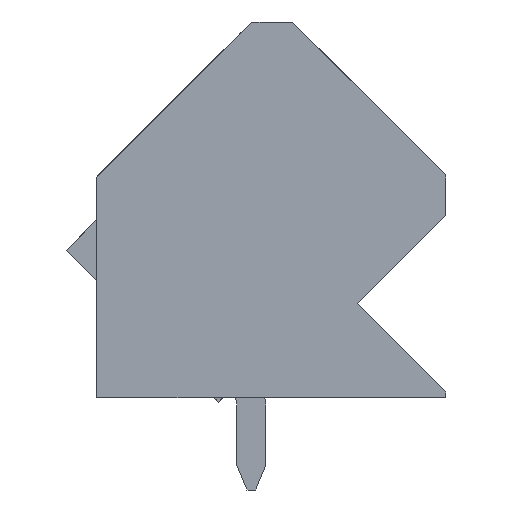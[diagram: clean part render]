
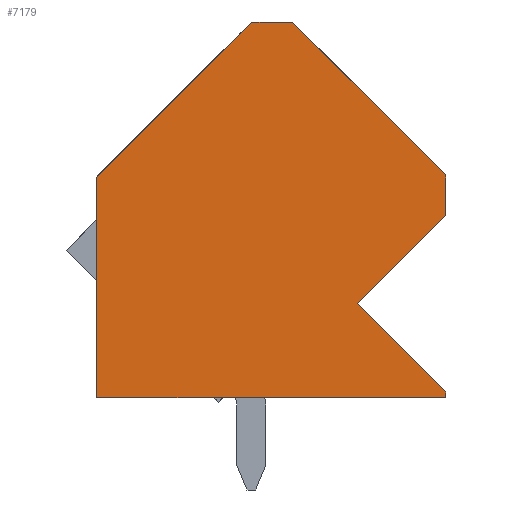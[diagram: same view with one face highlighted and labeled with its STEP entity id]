
A CAD part, left-side view. The second image highlights one B-rep face of the part: STEP entity #7179.
In plain terms, the highlighted planar face has unit normal (-1, 0, 0).
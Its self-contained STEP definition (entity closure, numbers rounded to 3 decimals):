
#7142=AXIS2_PLACEMENT_3D('Plane Axis2P3D',#7139,#7140,#7141) ;
#6988=CARTESIAN_POINT('Vertex',(0.,6.718,16.228)) ;
#6991=CARTESIAN_POINT('Line Origine',(0.,6.01,16.228)) ;
#6995=CARTESIAN_POINT('Vertex',(0.,5.303,16.228)) ;
#7031=CARTESIAN_POINT('Vertex',(0.,0.001,3.4)) ;
#7034=CARTESIAN_POINT('Line Origine',(0.,0.,3.3)) ;
#7038=CARTESIAN_POINT('Vertex',(0.,0.,3.2)) ;
#7064=CARTESIAN_POINT('Vertex',(0.,3.055,6.455)) ;
#7067=CARTESIAN_POINT('Line Origine',(0.,1.528,4.927)) ;
#7090=CARTESIAN_POINT('Vertex',(0.,0.,9.51)) ;
#7093=CARTESIAN_POINT('Line Origine',(0.,1.528,7.983)) ;
#7123=CARTESIAN_POINT('Vertex',(0.,0.,10.924)) ;
#7126=CARTESIAN_POINT('Line Origine',(0.,0.,10.217)) ;
#7139=CARTESIAN_POINT('Axis2P3D Location',(0.,0.,0.)) ;
#7144=CARTESIAN_POINT('Line Origine',(0.,9.405,13.54)) ;
#7148=CARTESIAN_POINT('Vertex',(0.,12.092,10.853)) ;
#7151=CARTESIAN_POINT('Line Origine',(0.,12.093,7.027)) ;
#7155=CARTESIAN_POINT('Vertex',(0.,12.093,3.2)) ;
#7158=CARTESIAN_POINT('Line Origine',(0.,6.046,3.2)) ;
#7163=CARTESIAN_POINT('Line Origine',(0.,2.652,13.576)) ;
#6992=DIRECTION('Vector Direction',(0.,-1.,0.)) ;
#7035=DIRECTION('Vector Direction',(0.,-0.004,-1.)) ;
#7068=DIRECTION('Vector Direction',(0.,-0.707,-0.707)) ;
#7094=DIRECTION('Vector Direction',(0.,0.707,-0.707)) ;
#7127=DIRECTION('Vector Direction',(0.,0.,-1.)) ;
#7140=DIRECTION('Axis2P3D Direction',(-1.,0.,0.)) ;
#7141=DIRECTION('Axis2P3D XDirection',(0.,0.,1.)) ;
#7145=DIRECTION('Vector Direction',(0.,-0.707,0.707)) ;
#7152=DIRECTION('Vector Direction',(0.,0.,1.)) ;
#7159=DIRECTION('Vector Direction',(0.,1.,0.)) ;
#7164=DIRECTION('Vector Direction',(0.,-0.707,-0.707)) ;
#6993=VECTOR('Line Direction',#6992,1.) ;
#7036=VECTOR('Line Direction',#7035,1.) ;
#7069=VECTOR('Line Direction',#7068,1.) ;
#7095=VECTOR('Line Direction',#7094,1.) ;
#7128=VECTOR('Line Direction',#7127,1.) ;
#7146=VECTOR('Line Direction',#7145,1.) ;
#7153=VECTOR('Line Direction',#7152,1.) ;
#7160=VECTOR('Line Direction',#7159,1.) ;
#7165=VECTOR('Line Direction',#7164,1.) ;
#7169=ORIENTED_EDGE('',*,*,#6997,.T.) ;
#7170=ORIENTED_EDGE('',*,*,#7150,.T.) ;
#7171=ORIENTED_EDGE('',*,*,#7157,.T.) ;
#7172=ORIENTED_EDGE('',*,*,#7162,.T.) ;
#7173=ORIENTED_EDGE('',*,*,#7040,.T.) ;
#7174=ORIENTED_EDGE('',*,*,#7071,.T.) ;
#7175=ORIENTED_EDGE('',*,*,#7097,.T.) ;
#7176=ORIENTED_EDGE('',*,*,#7130,.T.) ;
#7177=ORIENTED_EDGE('',*,*,#7167,.T.) ;
#7179=ADVANCED_FACE('HOUSING',(#7178),#7143,.T.) ;
#6997=EDGE_CURVE('',#6996,#6989,#6994,.F.) ;
#7040=EDGE_CURVE('',#7039,#7032,#7037,.F.) ;
#7071=EDGE_CURVE('',#7032,#7065,#7070,.F.) ;
#7097=EDGE_CURVE('',#7065,#7091,#7096,.F.) ;
#7130=EDGE_CURVE('',#7091,#7124,#7129,.F.) ;
#7150=EDGE_CURVE('',#6989,#7149,#7147,.F.) ;
#7157=EDGE_CURVE('',#7149,#7156,#7154,.F.) ;
#7162=EDGE_CURVE('',#7156,#7039,#7161,.F.) ;
#7167=EDGE_CURVE('',#7124,#6996,#7166,.F.) ;
#7168=EDGE_LOOP('',(#7169,#7170,#7171,#7172,#7173,#7174,#7175,#7176,#7177)) ;
#7178=FACE_OUTER_BOUND('',#7168,.T.) ;
#6994=LINE('Line',#6991,#6993) ;
#7037=LINE('Line',#7034,#7036) ;
#7070=LINE('Line',#7067,#7069) ;
#7096=LINE('Line',#7093,#7095) ;
#7129=LINE('Line',#7126,#7128) ;
#7147=LINE('Line',#7144,#7146) ;
#7154=LINE('Line',#7151,#7153) ;
#7161=LINE('Line',#7158,#7160) ;
#7166=LINE('Line',#7163,#7165) ;
#7143=PLANE('',#7142) ;
#6989=VERTEX_POINT('',#6988) ;
#6996=VERTEX_POINT('',#6995) ;
#7032=VERTEX_POINT('',#7031) ;
#7039=VERTEX_POINT('',#7038) ;
#7065=VERTEX_POINT('',#7064) ;
#7091=VERTEX_POINT('',#7090) ;
#7124=VERTEX_POINT('',#7123) ;
#7149=VERTEX_POINT('',#7148) ;
#7156=VERTEX_POINT('',#7155) ;
